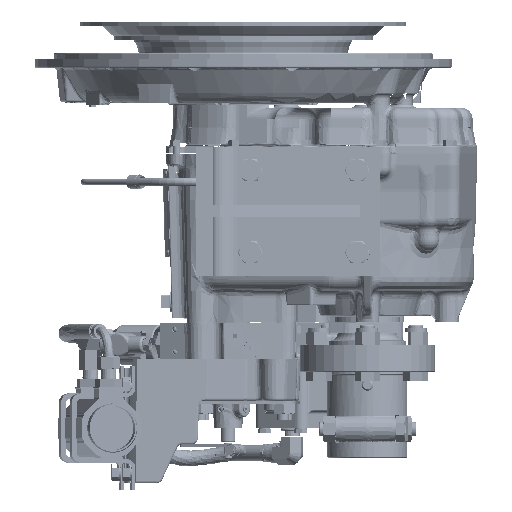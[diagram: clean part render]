
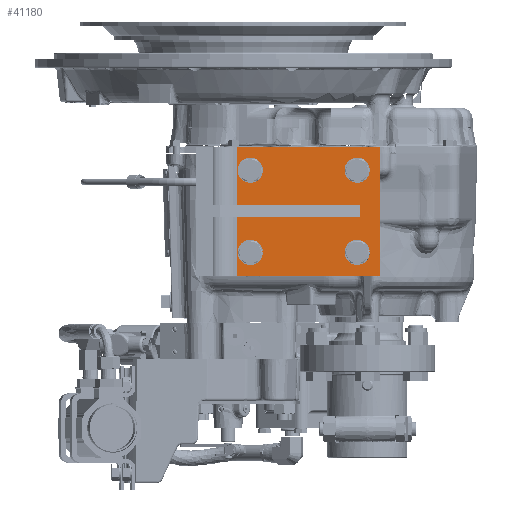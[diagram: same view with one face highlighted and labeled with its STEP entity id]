
A CAD part, left-side view. The second image highlights one B-rep face of the part: STEP entity #41180.
In plain terms, the highlighted planar face has unit normal (-1, 0, 0).
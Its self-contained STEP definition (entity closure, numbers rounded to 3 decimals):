
#6642 = FACE_BOUND ( 'NONE', #260209, .T. ) ;
#6733 = FACE_OUTER_BOUND ( 'NONE', #260166, .T. ) ;
#6767 = FACE_BOUND ( 'NONE', #260176, .T. ) ;
#6773 = FACE_BOUND ( 'NONE', #260172, .T. ) ;
#6779 = FACE_BOUND ( 'NONE', #260169, .T. ) ;
#41180 = ADVANCED_FACE ( 'NONE', ( #6642, #6767, #6773, #6779, #6733 ), #88326, .F. ) ;
#58573 = EDGE_CURVE ( 'NONE', #186260, #186259, #254132, .T. ) ;
#58579 = EDGE_CURVE ( 'NONE', #186258, #186257, #254145, .T. ) ;
#58588 = EDGE_CURVE ( 'NONE', #148793, #148795, #254138, .T. ) ;
#58598 = EDGE_CURVE ( 'NONE', #186259, #186260, #254177, .T. ) ;
#58603 = EDGE_CURVE ( 'NONE', #186256, #186255, #254182, .T. ) ;
#58606 = EDGE_CURVE ( 'NONE', #186255, #186256, #254192, .T. ) ;
#58610 = EDGE_CURVE ( 'NONE', #186257, #186258, #254197, .T. ) ;
#58615 = EDGE_CURVE ( 'NONE', #186261, #186262, #254205, .T. ) ;
#58618 = EDGE_CURVE ( 'NONE', #186262, #186261, #254213, .T. ) ;
#58623 = EDGE_CURVE ( 'NONE', #148793, #186263, #254187, .T. ) ;
#58628 = EDGE_CURVE ( 'NONE', #148795, #186265, #254209, .T. ) ;
#58638 = EDGE_CURVE ( 'NONE', #186263, #186265, #254232, .T. ) ;
#88237 = CARTESIAN_POINT ( 'NONE',  ( -167.64, -148.463, -235.029 ) ) ;
#88326 = PLANE ( 'NONE',  #298235 ) ;
#88538 = DIRECTION ( 'NONE',  ( 1., 0., 0. ) ) ;
#88540 = DIRECTION ( 'NONE',  ( 0., 1., 0. ) ) ;
#100614 = AXIS2_PLACEMENT_3D ( 'NONE', #185073, #185079, #185081 ) ;
#100621 = AXIS2_PLACEMENT_3D ( 'NONE', #185108, #185110, #185111 ) ;
#100625 = AXIS2_PLACEMENT_3D ( 'NONE', #185083, #185086, #185087 ) ;
#100630 = AXIS2_PLACEMENT_3D ( 'NONE', #185089, #185102, #185103 ) ;
#100637 = AXIS2_PLACEMENT_3D ( 'NONE', #185095, #185106, #185107 ) ;
#100641 = AXIS2_PLACEMENT_3D ( 'NONE', #185120, #185122, #185124 ) ;
#100642 = AXIS2_PLACEMENT_3D ( 'NONE', #185105, #185112, #185113 ) ;
#100645 = AXIS2_PLACEMENT_3D ( 'NONE', #185109, #185116, #185118 ) ;
#148793 = VERTEX_POINT ( 'NONE', #197274 ) ;
#148795 = VERTEX_POINT ( 'NONE', #197277 ) ;
#185073 = CARTESIAN_POINT ( 'NONE',  ( -167.64, -7.62, -120.729 ) ) ;
#185079 = DIRECTION ( 'NONE',  ( -1., 0., 0. ) ) ;
#185081 = DIRECTION ( 'NONE',  ( 0., 0., 1. ) ) ;
#185083 = CARTESIAN_POINT ( 'NONE',  ( -167.64, -123.19, -120.729 ) ) ;
#185086 = DIRECTION ( 'NONE',  ( -1., 0., 0. ) ) ;
#185087 = DIRECTION ( 'NONE',  ( 0., 0., 1. ) ) ;
#185089 = CARTESIAN_POINT ( 'NONE',  ( -167.64, -7.62, -120.729 ) ) ;
#185092 = CARTESIAN_POINT ( 'NONE',  ( -167.64, 7.112, -165.179 ) ) ;
#185093 = DIRECTION ( 'NONE',  ( 0., 0., 1. ) ) ;
#185095 = CARTESIAN_POINT ( 'NONE',  ( -167.64, -123.19, -209.629 ) ) ;
#185102 = DIRECTION ( 'NONE',  ( -1., 0., 0. ) ) ;
#185103 = DIRECTION ( 'NONE',  ( 0., 0., 1. ) ) ;
#185105 = CARTESIAN_POINT ( 'NONE',  ( -167.64, -123.19, -120.729 ) ) ;
#185106 = DIRECTION ( 'NONE',  ( -1., 0., 0. ) ) ;
#185107 = DIRECTION ( 'NONE',  ( 0., 0., 1. ) ) ;
#185108 = CARTESIAN_POINT ( 'NONE',  ( -167.64, -123.19, -209.629 ) ) ;
#185109 = CARTESIAN_POINT ( 'NONE',  ( -167.64, -7.62, -209.629 ) ) ;
#185110 = DIRECTION ( 'NONE',  ( -1., 0., 0. ) ) ;
#185111 = DIRECTION ( 'NONE',  ( 0., 0., 1. ) ) ;
#185112 = DIRECTION ( 'NONE',  ( -1., 0., 0. ) ) ;
#185113 = DIRECTION ( 'NONE',  ( 0., 0., 1. ) ) ;
#185114 = CARTESIAN_POINT ( 'NONE',  ( -167.64, -48.45, -95.329 ) ) ;
#185116 = DIRECTION ( 'NONE',  ( -1., 0., 0. ) ) ;
#185118 = DIRECTION ( 'NONE',  ( 0., 0., 1. ) ) ;
#185120 = CARTESIAN_POINT ( 'NONE',  ( -167.64, -7.62, -209.629 ) ) ;
#185122 = DIRECTION ( 'NONE',  ( -1., 0., 0. ) ) ;
#185124 = DIRECTION ( 'NONE',  ( 0., 0., 1. ) ) ;
#185126 = CARTESIAN_POINT ( 'NONE',  ( -167.64, -148.463, -165.179 ) ) ;
#185128 = CARTESIAN_POINT ( 'NONE',  ( -167.64, -48.45, -235.029 ) ) ;
#185129 = DIRECTION ( 'NONE',  ( 0., -1., 0. ) ) ;
#185131 = DIRECTION ( 'NONE',  ( 0., -1., 0. ) ) ;
#185136 = DIRECTION ( 'NONE',  ( 0., 0., 1. ) ) ;
#186255 = VERTEX_POINT ( 'NONE', #196205 ) ;
#186256 = VERTEX_POINT ( 'NONE', #196207 ) ;
#186257 = VERTEX_POINT ( 'NONE', #196211 ) ;
#186258 = VERTEX_POINT ( 'NONE', #196214 ) ;
#186259 = VERTEX_POINT ( 'NONE', #196217 ) ;
#186260 = VERTEX_POINT ( 'NONE', #196220 ) ;
#186261 = VERTEX_POINT ( 'NONE', #196223 ) ;
#186262 = VERTEX_POINT ( 'NONE', #196225 ) ;
#186263 = VERTEX_POINT ( 'NONE', #196228 ) ;
#186265 = VERTEX_POINT ( 'NONE', #196231 ) ;
#196205 = CARTESIAN_POINT ( 'NONE',  ( -167.64, -123.19, -200.898 ) ) ;
#196207 = CARTESIAN_POINT ( 'NONE',  ( -167.64, -123.19, -218.36 ) ) ;
#196211 = CARTESIAN_POINT ( 'NONE',  ( -167.64, -123.19, -111.998 ) ) ;
#196214 = CARTESIAN_POINT ( 'NONE',  ( -167.64, -123.19, -129.46 ) ) ;
#196217 = CARTESIAN_POINT ( 'NONE',  ( -167.64, -7.62, -111.998 ) ) ;
#196220 = CARTESIAN_POINT ( 'NONE',  ( -167.64, -7.62, -129.46 ) ) ;
#196223 = CARTESIAN_POINT ( 'NONE',  ( -167.64, -7.62, -200.898 ) ) ;
#196225 = CARTESIAN_POINT ( 'NONE',  ( -167.64, -7.62, -218.36 ) ) ;
#196228 = CARTESIAN_POINT ( 'NONE',  ( -167.64, -148.463, -235.029 ) ) ;
#196231 = CARTESIAN_POINT ( 'NONE',  ( -167.64, -148.463, -95.329 ) ) ;
#197274 = CARTESIAN_POINT ( 'NONE',  ( -167.64, 7.112, -235.029 ) ) ;
#197277 = CARTESIAN_POINT ( 'NONE',  ( -167.64, 7.112, -95.329 ) ) ;
#254096 = VECTOR ( 'NONE', #185093, 1000. ) ;
#254132 = CIRCLE ( 'NONE', #100614, 8.731 ) ;
#254138 = LINE ( 'NONE', #185092, #254096 ) ;
#254145 = CIRCLE ( 'NONE', #100625, 8.731 ) ;
#254150 = VECTOR ( 'NONE', #185129, 1000. ) ;
#254161 = VECTOR ( 'NONE', #185136, 1000. ) ;
#254177 = CIRCLE ( 'NONE', #100630, 8.731 ) ;
#254182 = CIRCLE ( 'NONE', #100637, 8.731 ) ;
#254187 = LINE ( 'NONE', #185128, #254150 ) ;
#254192 = CIRCLE ( 'NONE', #100621, 8.731 ) ;
#254197 = CIRCLE ( 'NONE', #100642, 8.731 ) ;
#254205 = CIRCLE ( 'NONE', #100645, 8.731 ) ;
#254209 = LINE ( 'NONE', #185114, #254217 ) ;
#254213 = CIRCLE ( 'NONE', #100641, 8.731 ) ;
#254217 = VECTOR ( 'NONE', #185131, 1000. ) ;
#254232 = LINE ( 'NONE', #185126, #254161 ) ;
#260166 = EDGE_LOOP ( 'NONE', ( #265771, #265761, #265775, #265955 ) ) ;
#260169 = EDGE_LOOP ( 'NONE', ( #265769, #265772 ) ) ;
#260172 = EDGE_LOOP ( 'NONE', ( #265774, #265770 ) ) ;
#260176 = EDGE_LOOP ( 'NONE', ( #265765, #265767 ) ) ;
#260209 = EDGE_LOOP ( 'NONE', ( #265763, #265698 ) ) ;
#265698 = ORIENTED_EDGE ( 'NONE', *, *, #58603, .F. ) ;
#265761 = ORIENTED_EDGE ( 'NONE', *, *, #58623, .T. ) ;
#265763 = ORIENTED_EDGE ( 'NONE', *, *, #58606, .F. ) ;
#265765 = ORIENTED_EDGE ( 'NONE', *, *, #58610, .F. ) ;
#265767 = ORIENTED_EDGE ( 'NONE', *, *, #58579, .F. ) ;
#265769 = ORIENTED_EDGE ( 'NONE', *, *, #58615, .F. ) ;
#265770 = ORIENTED_EDGE ( 'NONE', *, *, #58573, .F. ) ;
#265771 = ORIENTED_EDGE ( 'NONE', *, *, #58588, .F. ) ;
#265772 = ORIENTED_EDGE ( 'NONE', *, *, #58618, .F. ) ;
#265774 = ORIENTED_EDGE ( 'NONE', *, *, #58598, .F. ) ;
#265775 = ORIENTED_EDGE ( 'NONE', *, *, #58638, .T. ) ;
#265955 = ORIENTED_EDGE ( 'NONE', *, *, #58628, .F. ) ;
#298235 = AXIS2_PLACEMENT_3D ( 'NONE', #88237, #88538, #88540 ) ;
